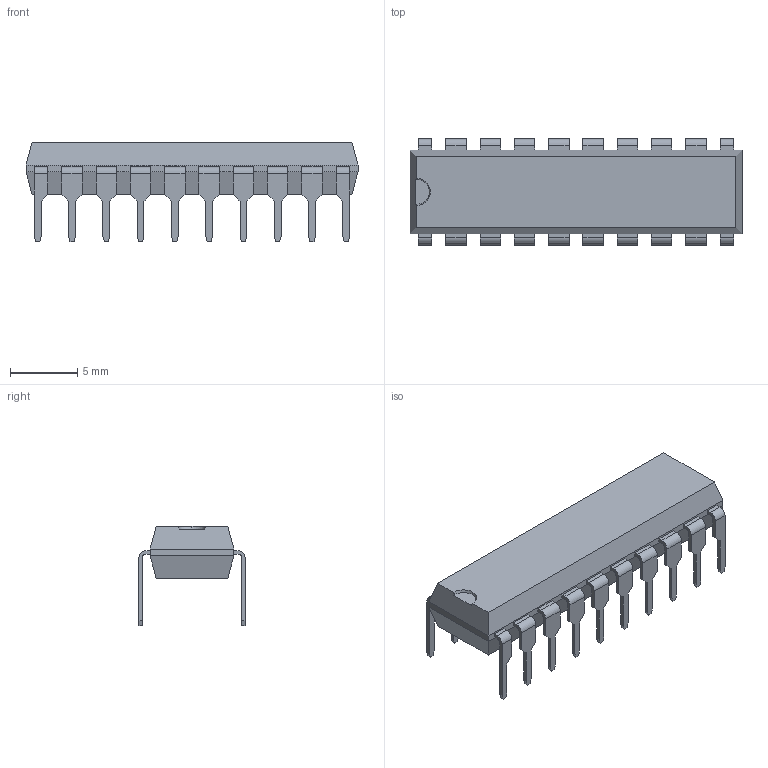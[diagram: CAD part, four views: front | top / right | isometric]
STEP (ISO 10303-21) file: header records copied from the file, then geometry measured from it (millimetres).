
FILE_DESCRIPTION (( 'STEP AP214' ), '1' );
FILE_NAME ('User Library-DIP-20P-M01.STEP', '2022-02-28T08:36:58', ( '' ), ( '' ), 'SwSTEP 2.0', 'SolidWorks 2021', '' );
FILE_SCHEMA (( 'AUTOMOTIVE_DESIGN' ));
Length unit declared in the file: millimetre
Products named in the file (1): User Library-DIP-20P-M01
Bounding box: 24.6 x 7.87 x 7.36 mm (x, y, z)
Volume: 569.9 mm3; surface area: 763.8 mm2
Topology: 1 solids, 1 shells, 311 faces, 859 edges, 570 vertices
Faces by surface type: plane 269, cylinder 40, cone 2
Entity records: 10016 total; most frequent: CARTESIAN_POINT 1741, ORIENTED_EDGE 1718, DIRECTION 1567, EDGE_CURVE 859, LINE 775, VECTOR 775, VERTEX_POINT 570, AXIS2_PLACEMENT_3D 396
